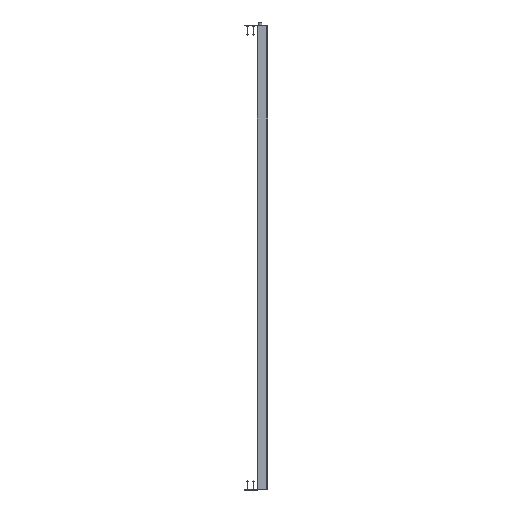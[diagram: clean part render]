
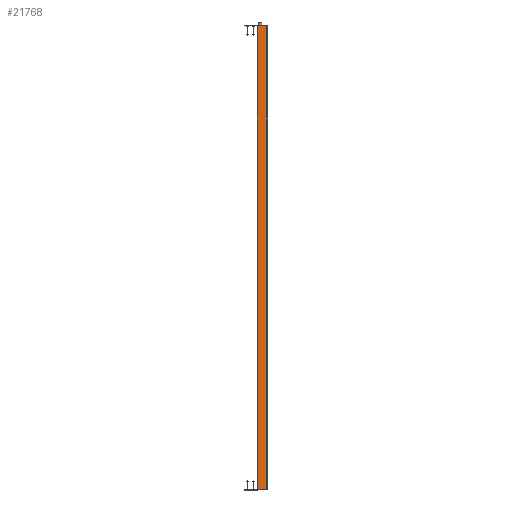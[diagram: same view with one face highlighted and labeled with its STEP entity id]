
A CAD part, left-side view. The second image highlights one B-rep face of the part: STEP entity #21768.
In plain terms, the highlighted planar face has unit normal (-1, 0.005, 0).
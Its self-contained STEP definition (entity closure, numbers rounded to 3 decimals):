
#2452 = EDGE_CURVE ( 'NONE', #27810, #3708, #21809, .T. ) ;
#3108 = ORIENTED_EDGE ( 'NONE', *, *, #44236, .T. ) ;
#3708 = VERTEX_POINT ( 'NONE', #18484 ) ;
#5087 = VERTEX_POINT ( 'NONE', #42045 ) ;
#6362 = VECTOR ( 'NONE', #35903, 1000. ) ;
#7836 = DIRECTION ( 'NONE',  ( 0., 0., -1. ) ) ;
#9541 = FACE_OUTER_BOUND ( 'NONE', #38526, .T. ) ;
#9878 = CARTESIAN_POINT ( 'NONE',  ( -4.1, -20., 958. ) ) ;
#11418 = LINE ( 'NONE', #36718, #25319 ) ;
#12128 = CARTESIAN_POINT ( 'NONE',  ( -4.003, -0.697, 958. ) ) ;
#13055 = DIRECTION ( 'NONE',  ( 0., 0., -1. ) ) ;
#13081 = CARTESIAN_POINT ( 'NONE',  ( -4.003, -0.697, 0. ) ) ;
#16576 = AXIS2_PLACEMENT_3D ( 'NONE', #43170, #17410, #35781 ) ;
#17410 = DIRECTION ( 'NONE',  ( 1., -0.005, 0. ) ) ;
#17776 = LINE ( 'NONE', #46629, #6362 ) ;
#18480 = ORIENTED_EDGE ( 'NONE', *, *, #36906, .F. ) ;
#18484 = CARTESIAN_POINT ( 'NONE',  ( -4.1, -20., 0. ) ) ;
#21768 = ADVANCED_FACE ( 'NONE', ( #9541 ), #38642, .F. ) ;
#21809 = LINE ( 'NONE', #36606, #28099 ) ;
#25319 = VECTOR ( 'NONE', #7836, 1000. ) ;
#26132 = VECTOR ( 'NONE', #37903, 1000. ) ;
#27810 = VERTEX_POINT ( 'NONE', #9878 ) ;
#28099 = VECTOR ( 'NONE', #13055, 1000. ) ;
#32105 = VERTEX_POINT ( 'NONE', #13081 ) ;
#34694 = EDGE_CURVE ( 'NONE', #5087, #32105, #11418, .T. ) ;
#35781 = DIRECTION ( 'NONE',  ( 0.005, 1., 0. ) ) ;
#35783 = ORIENTED_EDGE ( 'NONE', *, *, #34694, .T. ) ;
#35903 = DIRECTION ( 'NONE',  ( -0.005, -1., 0. ) ) ;
#36606 = CARTESIAN_POINT ( 'NONE',  ( -4.1, -20., 958. ) ) ;
#36718 = CARTESIAN_POINT ( 'NONE',  ( -4.003, -0.697, 958. ) ) ;
#36906 = EDGE_CURVE ( 'NONE', #5087, #27810, #41493, .T. ) ;
#37903 = DIRECTION ( 'NONE',  ( -0.005, -1., 0. ) ) ;
#38035 = ORIENTED_EDGE ( 'NONE', *, *, #2452, .F. ) ;
#38526 = EDGE_LOOP ( 'NONE', ( #3108, #38035, #18480, #35783 ) ) ;
#38642 = PLANE ( 'NONE',  #16576 ) ;
#41493 = LINE ( 'NONE', #12128, #26132 ) ;
#42045 = CARTESIAN_POINT ( 'NONE',  ( -4.003, -0.697, 958. ) ) ;
#43170 = CARTESIAN_POINT ( 'NONE',  ( -4.003, -0.697, 958. ) ) ;
#44236 = EDGE_CURVE ( 'NONE', #32105, #3708, #17776, .T. ) ;
#46629 = CARTESIAN_POINT ( 'NONE',  ( -4.003, -0.697, 0. ) ) ;
